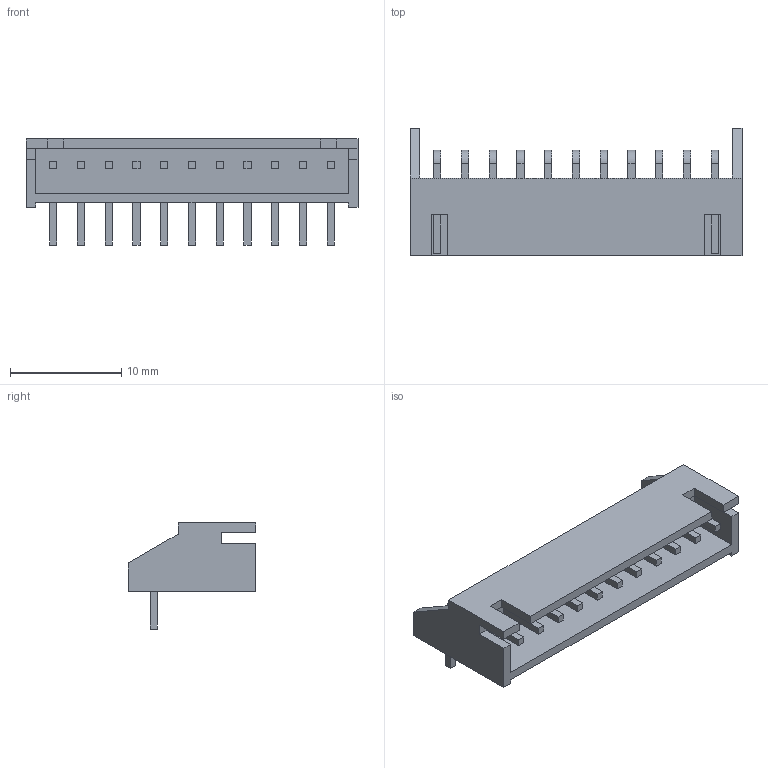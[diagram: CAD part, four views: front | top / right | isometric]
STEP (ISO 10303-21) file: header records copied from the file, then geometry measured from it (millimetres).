
FILE_DESCRIPTION(('FreeCAD Model'),'2;1');
FILE_NAME('JST_XH_S11B-XH-A_11x2.50mm_Angled.STEP','2016-03-20T22:59:45',('Author') ,(''),'Open CASCADE STEP processor 6.8','FreeCAD','Unknown');
FILE_SCHEMA(('AUTOMOTIVE_DESIGN_CC2 { 1 2 10303 214 -1 1 5 4 }'));
Length unit declared in the file: millimetre
Products named in the file (1): S11B-XH-A
Bounding box: 29.9 x 11.5 x 9.55 mm (x, y, z)
Volume: 742.9 mm3; surface area: 1609.8 mm2
Topology: 1 solids, 1 shells, 186 faces, 486 edges, 324 vertices
Faces by surface type: plane 164, cylinder 22
Entity records: 15269 total; most frequent: CARTESIAN_POINT 4213, DIRECTION 1766, LINE 1282, VECTOR 1282, ORIENTED_EDGE 972, PCURVE 972, DEFINITIONAL_REPRESENTATION 972, EDGE_CURVE 486
